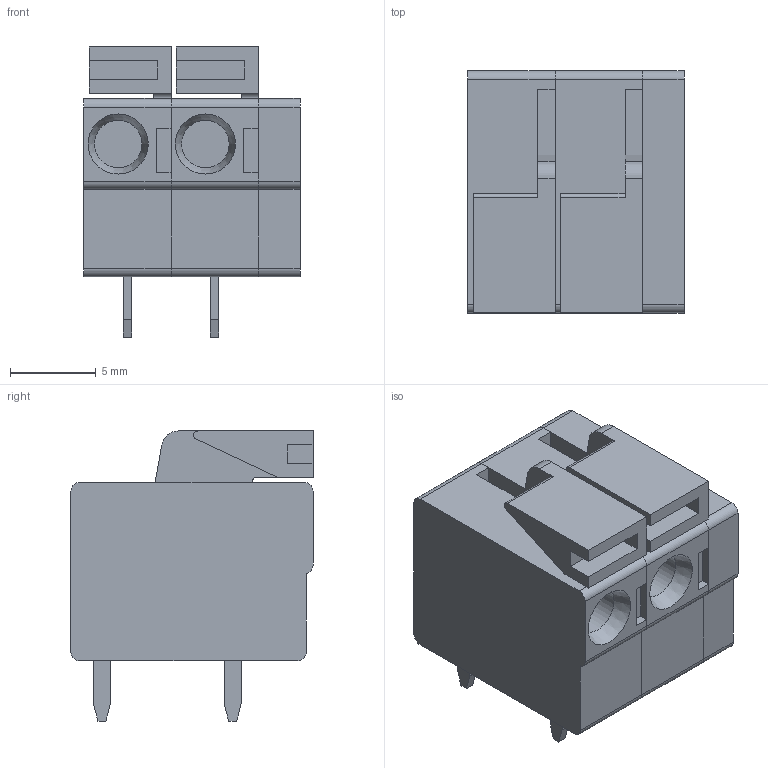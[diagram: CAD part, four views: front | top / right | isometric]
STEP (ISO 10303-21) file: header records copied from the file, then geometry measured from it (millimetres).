
FILE_DESCRIPTION( ( '' ), ' ' );
FILE_NAME( '5cbf3b1283f9ef15bea78d0a.step', '2019-04-23T16:19:31', ( '' ), ( '' ), ' ', ' ', ' ' );
FILE_SCHEMA( ( 'AUTOMOTIVE_DESIGN { 1 0 10303 214 1 1 1 1 }' ) );
Length unit declared in the file: metre
Products named in the file (7): Part 6; Part 5; Part 7; DG142R-2-5.08
Bounding box: 12.6 x 14.1 x 16.9 mm (x, y, z)
Volume: 1824.8 mm3; surface area: 2125.7 mm2
Topology: 7 solids, 7 shells, 122 faces, 316 edges, 210 vertices
Faces by surface type: plane 97, cylinder 23, cone 2
Full cylindrical faces by diameter (mm): 2.772 x2
Entity records: 4724 total; most frequent: CARTESIAN_POINT 651, ORIENTED_EDGE 624, DIRECTION 618, EDGE_CURVE 312, LINE 264, VECTOR 264, VERTEX_POINT 210, AXIS2_PLACEMENT_3D 177
